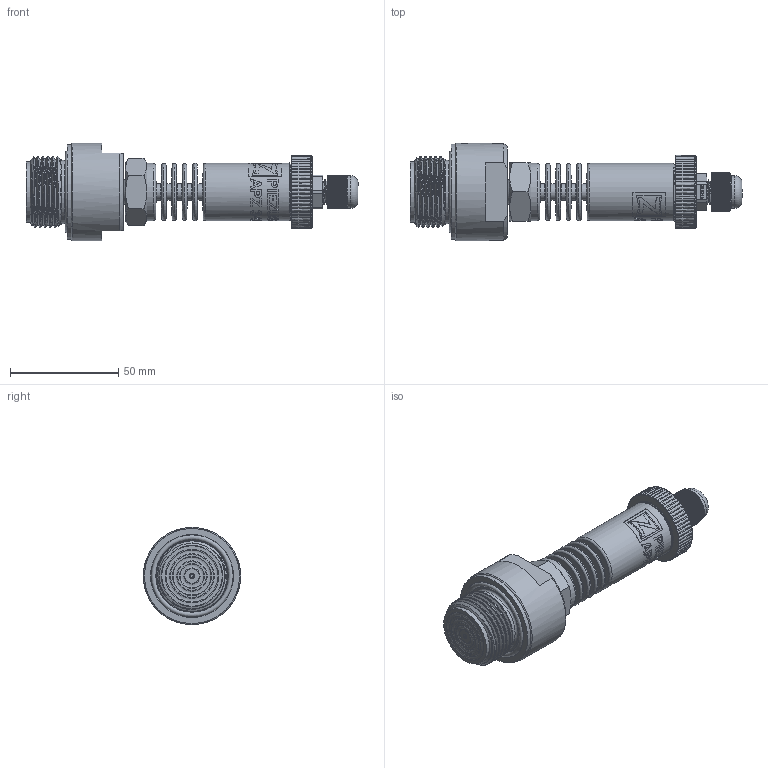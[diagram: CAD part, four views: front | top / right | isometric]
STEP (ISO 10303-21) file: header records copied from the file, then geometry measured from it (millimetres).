
FILE_DESCRIPTION(/* description */ (''),/* implementation_level */ '2;1');
FILE_NAME(/* name */ 'APZ3420m_G1DIN-flush_radiator_2.step',/* time_stamp */ '2021-07-06T15:32:51+03:00',/* author */ (''),/* organization */ (''),/* preprocessor_version */ 'ST-DEVELOPER v18.1',/* originating_system */ 'Autodesk Translation Framework v10.9.0.1377',/* authorisation */ '');
FILE_SCHEMA (('AUTOMOTIVE_DESIGN { 1 0 10303 214 3 1 1 }'));
Products named in the file (9): АПЗ 3420м заполненная; G 1/4 EN Radiator; OMAL nut M27x1.5; Ш100.000.001; M12x1.5 Cable gland; Cable gland; Rubber gasket; M12 Domed nut; G1DIN diaphragm 28 v7 (1)
Assembly tree (8 placements, depth 3):
  АПЗ 3420м заполненная
    G 1/4 EN Radiator
    OMAL nut M27x1.5
    Ш100.000.001
    M12x1.5 Cable gland
      Cable gland
      Rubber gasket
      M12 Domed nut
    G1DIN diaphragm 28 v7 (1)
Bounding box: 153.66 x 45 x 45 mm (x, y, z)
Volume: 100389.8 mm3; surface area: 35065.5 mm2
Topology: 9 solids, 9 shells, 2830 faces, 8271 edges, 5516 vertices
Faces by surface type: plane 1506, cylinder 807, bspline 443, torus 41, cone 32, sphere 1
Full cylindrical faces by diameter (mm): 1 x6, 2 x1, 3.3 x1, 4 x1, 5 x2, 5.1 x1, 7.5 x6, 8 x1, 9.5 x2, 9.976 x5, 10 x6, 10.376 x4, 10.526 x3, 11 x1, 11.445 x5, 11.6 x4, 12 x5, 12.203 x3, 12.6 x1, 13.157 x9, 15 x1, 17 x1, 21.4 x2, 22.3 x1, 22.5 x1, 24.5 x1, 25.132 x4, 25.526 x4, 26.5 x2, 26.85 x4
Entity records: 128717 total; most frequent: CARTESIAN_POINT 57027, ORIENTED_EDGE 16540, DIRECTION 12901, EDGE_CURVE 8270, VERTEX_POINT 5516, LINE 4377, VECTOR 4377, AXIS2_PLACEMENT_3D 4262
